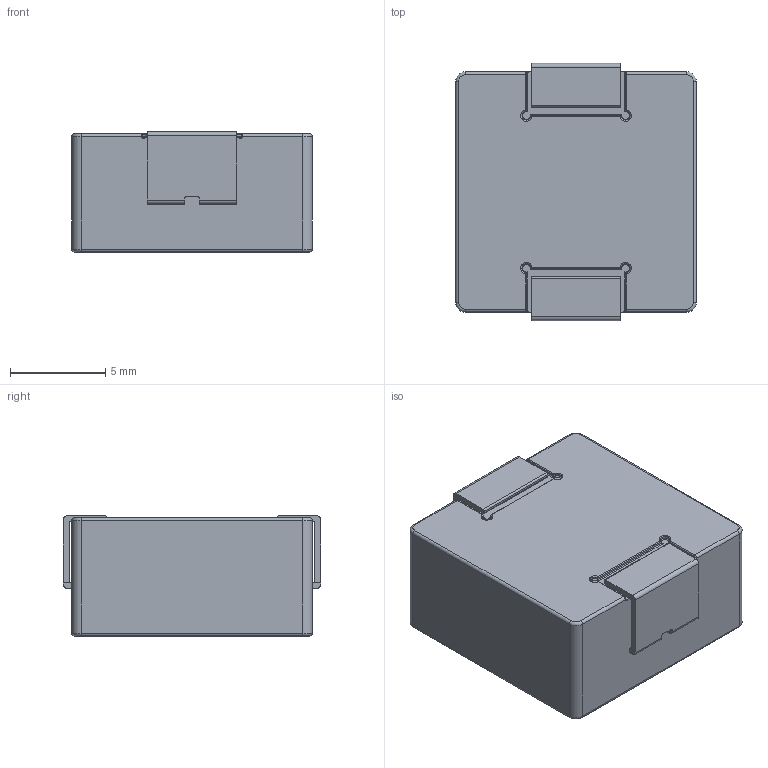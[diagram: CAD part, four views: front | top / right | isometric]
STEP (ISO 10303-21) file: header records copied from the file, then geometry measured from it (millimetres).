
FILE_DESCRIPTION(/* description */ (''),/* implementation_level */ '2;1');
FILE_NAME(/* name */ 'TMHC1265.stp',/* time_stamp */ '2019-04-08T10:59:02+08:00',/* author */ (''),/* organization */ (''),/* preprocessor_version */ 'ST-DEVELOPER v16.7',/* originating_system */ 'SIEMENS PLM Software NX 12.0',/* authorisation */ '');
FILE_SCHEMA (('AUTOMOTIVE_DESIGN { 1 0 10303 214 3 1 1 1 }'));
Length unit declared in the file: millimetre
Products named in the file (1): TMHC1265
Bounding box: 12.6 x 13.49 x 6.31 mm (x, y, z)
Volume: 1002.2 mm3; surface area: 2001.5 mm2
Topology: 18 solids, 19 shells, 510 faces, 1169 edges, 691 vertices
Faces by surface type: torus 244, plane 143, cylinder 78, extrusion 45
Full cylindrical faces by diameter (mm): 0.85 x12
Entity records: 14423 total; most frequent: CARTESIAN_POINT 4081, DIRECTION 2029, ORIENTED_EDGE 1876, EDGE_CURVE 938, AXIS2_PLACEMENT_3D 846, EDGE_LOOP 727, VERTEX_POINT 673, ADVANCED_FACE 510
